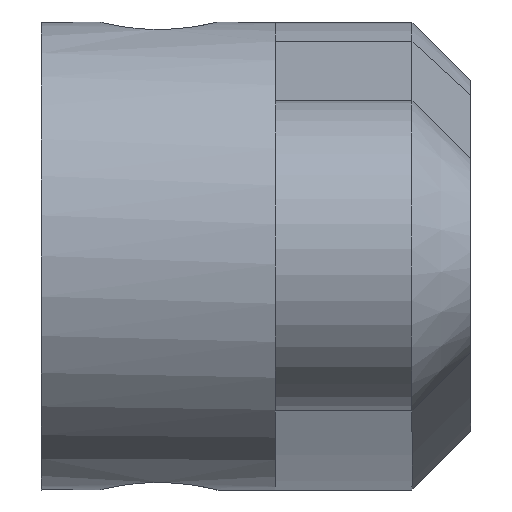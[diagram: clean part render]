
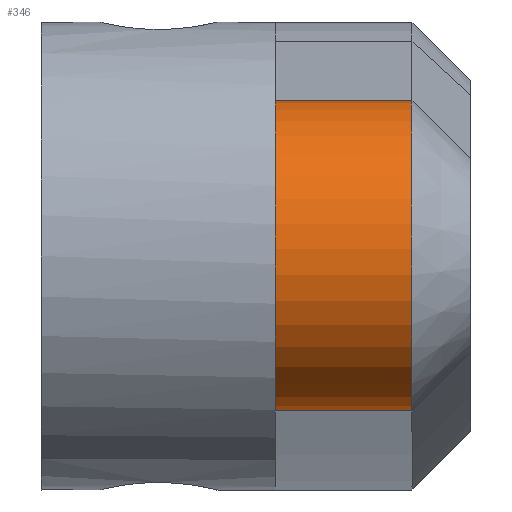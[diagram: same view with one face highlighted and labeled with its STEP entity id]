
A CAD part, front view. The second image highlights one B-rep face of the part: STEP entity #346.
In plain terms, the highlighted cylindrical face has radius 4 mm (diameter 8 mm), a partial arc.
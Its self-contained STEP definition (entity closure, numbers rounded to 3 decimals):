
#63 = EDGE_CURVE('',#64,#66,#68,.T.);
#64 = VERTEX_POINT('',#65);
#65 = CARTESIAN_POINT('',(6.,-35.456,-3.974));
#66 = VERTEX_POINT('',#67);
#67 = CARTESIAN_POINT('',(9.5,-35.456,-3.974));
#68 = LINE('',#69,#70);
#69 = CARTESIAN_POINT('',(6.,-35.456,-3.974));
#70 = VECTOR('',#71,1.);
#71 = DIRECTION('',(1.,0.,0.));
#346 = ADVANCED_FACE('',(#347),#374,.T.);
#347 = FACE_BOUND('',#348,.F.);
#348 = EDGE_LOOP('',(#349,#359,#366,#367));
#349 = ORIENTED_EDGE('',*,*,#350,.T.);
#350 = EDGE_CURVE('',#351,#353,#355,.T.);
#351 = VERTEX_POINT('',#352);
#352 = CARTESIAN_POINT('',(6.,-33.803,3.817));
#353 = VERTEX_POINT('',#354);
#354 = CARTESIAN_POINT('',(9.5,-33.803,3.817));
#355 = LINE('',#356,#357);
#356 = CARTESIAN_POINT('',(6.,-33.803,3.817));
#357 = VECTOR('',#358,1.);
#358 = DIRECTION('',(1.,0.,0.));
#359 = ORIENTED_EDGE('',*,*,#360,.F.);
#360 = EDGE_CURVE('',#66,#353,#361,.T.);
#361 = CIRCLE('',#362,4.);
#362 = AXIS2_PLACEMENT_3D('',#363,#364,#365);
#363 = CARTESIAN_POINT('',(9.5,-35.,0.));
#364 = DIRECTION('',(-1.,0.,0.));
#365 = DIRECTION('',(0.,-0.114,-0.993)
  );
#366 = ORIENTED_EDGE('',*,*,#63,.F.);
#367 = ORIENTED_EDGE('',*,*,#368,.F.);
#368 = EDGE_CURVE('',#351,#64,#369,.T.);
#369 = CIRCLE('',#370,4.);
#370 = AXIS2_PLACEMENT_3D('',#371,#372,#373);
#371 = CARTESIAN_POINT('',(6.,-35.,0.));
#372 = DIRECTION('',(1.,0.,0.));
#373 = DIRECTION('',(0.,1.,0.));
#374 = CYLINDRICAL_SURFACE('',#375,4.);
#375 = AXIS2_PLACEMENT_3D('',#376,#377,#378);
#376 = CARTESIAN_POINT('',(6.,-35.,0.));
#377 = DIRECTION('',(-1.,0.,0.));
#378 = DIRECTION('',(0.,1.,0.));
